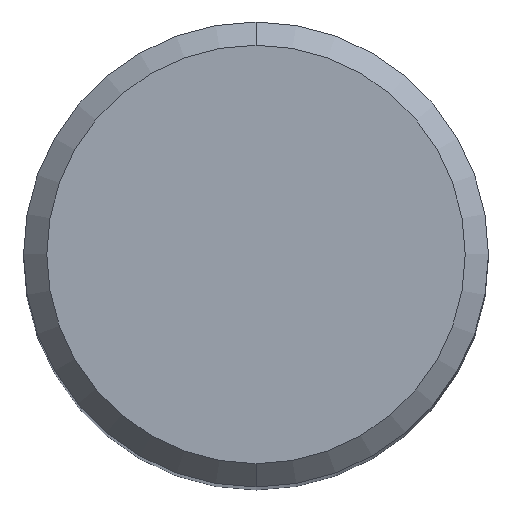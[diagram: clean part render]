
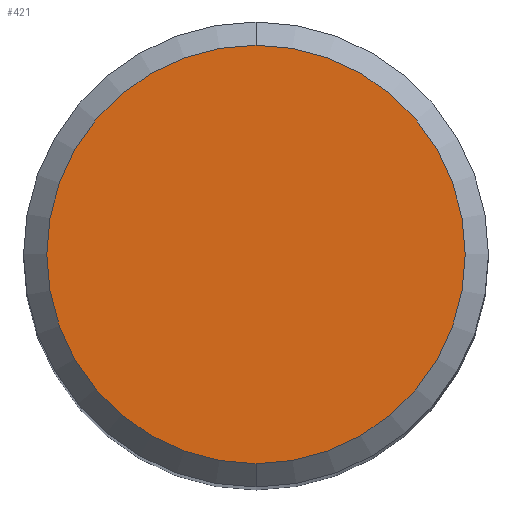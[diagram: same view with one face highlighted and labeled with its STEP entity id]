
A CAD part, top view. The second image highlights one B-rep face of the part: STEP entity #421.
In plain terms, the highlighted planar face has unit normal (0, 0, 1).
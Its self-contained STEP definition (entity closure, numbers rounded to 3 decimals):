
#203=VERTEX_POINT('',#513);
#355=EDGE_CURVE('',#203,#385,#682,.T.);
#385=VERTEX_POINT('',#714);
#387=EDGE_CURVE('',#385,#203,#716,.T.);
#421=ADVANCED_FACE('',(#754),#755,.T.);
#513=CARTESIAN_POINT('',(0.,-5.4,0.0));
#682=CIRCLE('',#1235,5.4);
#714=CARTESIAN_POINT('',(0.0,5.4,0.0));
#716=CIRCLE('',#1344,5.4);
#754=FACE_OUTER_BOUND('',#1393,.T.);
#755=PLANE('',#1394);
#1235=AXIS2_PLACEMENT_3D('',#1727,#1728,#1729);
#1344=AXIS2_PLACEMENT_3D('',#1753,#1754,#1755);
#1393=EDGE_LOOP('',(#1808,#1809));
#1394=AXIS2_PLACEMENT_3D('',#1810,#1811,#1812);
#1727=CARTESIAN_POINT('',(0.0,0.0,0.0));
#1728=DIRECTION('',(0.0,0.0,-1.0));
#1729=DIRECTION('',(0.0,1.0,0.0));
#1753=CARTESIAN_POINT('',(0.0,0.0,0.0));
#1754=DIRECTION('',(0.0,0.0,-1.0));
#1755=DIRECTION('',(0.0,1.0,0.0));
#1808=ORIENTED_EDGE('',*,*,#387,.F.);
#1809=ORIENTED_EDGE('',*,*,#355,.F.);
#1810=CARTESIAN_POINT('',(0.0,2.7,0.0));
#1811=DIRECTION('',(-0.0,0.0,1.0));
#1812=DIRECTION('',(0.0,-1.0,0.0));
